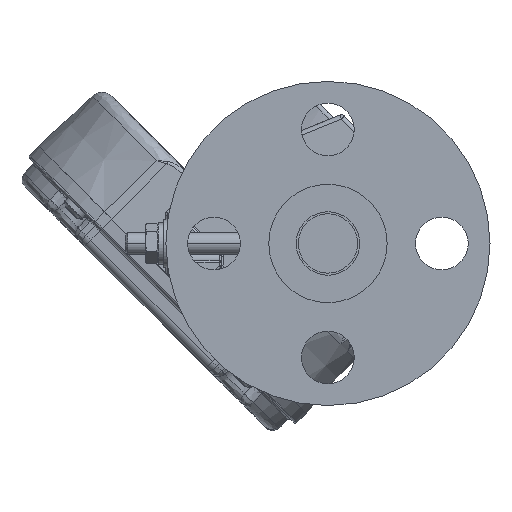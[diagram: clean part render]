
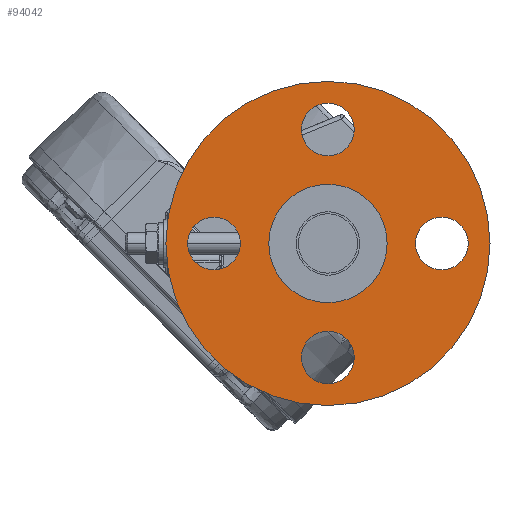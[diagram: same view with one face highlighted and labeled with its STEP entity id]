
A CAD part, front view. The second image highlights one B-rep face of the part: STEP entity #94042.
In plain terms, the highlighted planar face has unit normal (0, -1, 0).
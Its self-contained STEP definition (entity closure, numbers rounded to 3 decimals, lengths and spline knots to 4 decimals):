
#1495 = VERTEX_POINT ( 'NONE', #91028 ) ;
#1521 = CIRCLE ( 'NONE', #25712, 0.376 ) ;
#2350 = PLANE ( 'NONE',  #47615 ) ;
#3025 = ORIENTED_EDGE ( 'NONE', *, *, #39299, .F. ) ;
#3213 = EDGE_LOOP ( 'NONE', ( #52850, #75977 ) ) ;
#3365 = DIRECTION ( 'NONE',  ( 0., -1., 0. ) ) ;
#4638 = CARTESIAN_POINT ( 'NONE',  ( -0.5315, -4.6693, -0.313 ) ) ;
#5184 = AXIS2_PLACEMENT_3D ( 'NONE', #29099, #76997, #15791 ) ;
#5989 = EDGE_CURVE ( 'NONE', #67645, #47204, #95838, .T. ) ;
#7411 = CARTESIAN_POINT ( 'NONE',  ( -0.5315, -4.6693, 0.5315 ) ) ;
#7561 = DIRECTION ( 'NONE',  ( 0., -1., 0. ) ) ;
#8752 = DIRECTION ( 'NONE',  ( 0., -1., 0. ) ) ;
#9734 = CIRCLE ( 'NONE', #69526, 0.376 ) ;
#10252 = CIRCLE ( 'NONE', #19915, 0.376 ) ;
#10461 = FACE_BOUND ( 'NONE', #3213, .T. ) ;
#10966 = FACE_BOUND ( 'NONE', #59305, .T. ) ;
#11036 = CIRCLE ( 'NONE', #65973, 0.376 ) ;
#13586 = CARTESIAN_POINT ( 'NONE',  ( -0.5315, -4.6693, 2.1575 ) ) ;
#15673 = DIRECTION ( 'NONE',  ( 0., 0., -1. ) ) ;
#15791 = DIRECTION ( 'NONE',  ( 0., 0., -1. ) ) ;
#16595 = CARTESIAN_POINT ( 'NONE',  ( -0.5315, -4.6693, 0.5315 ) ) ;
#16910 = CARTESIAN_POINT ( 'NONE',  ( 1.0945, -4.6693, 0.9075 ) ) ;
#18395 = EDGE_CURVE ( 'NONE', #1495, #61402, #45068, .T. ) ;
#18529 = FACE_BOUND ( 'NONE', #82125, .T. ) ;
#19915 = AXIS2_PLACEMENT_3D ( 'NONE', #13586, #90474, #44385 ) ;
#20512 = CIRCLE ( 'NONE', #33440, 0.376 ) ;
#25202 = DIRECTION ( 'NONE',  ( 0., 0., -1. ) ) ;
#25712 = AXIS2_PLACEMENT_3D ( 'NONE', #69618, #31141, #62007 ) ;
#26235 = CARTESIAN_POINT ( 'NONE',  ( -0.5315, -4.6693, 2.1575 ) ) ;
#28958 = CIRCLE ( 'NONE', #71012, 0.8445 ) ;
#29099 = CARTESIAN_POINT ( 'NONE',  ( -0.5315, -4.6693, 0.5315 ) ) ;
#29721 = CARTESIAN_POINT ( 'NONE',  ( 1.0945, -4.6693, 0.5315 ) ) ;
#31141 = DIRECTION ( 'NONE',  ( 0., -1., 0. ) ) ;
#31552 = VERTEX_POINT ( 'NONE', #54497 ) ;
#32062 = VERTEX_POINT ( 'NONE', #91074 ) ;
#32704 = CIRCLE ( 'NONE', #5184, 2.313 ) ;
#33440 = AXIS2_PLACEMENT_3D ( 'NONE', #69309, #7561, #15673 ) ;
#33995 = CARTESIAN_POINT ( 'NONE',  ( -0.5315, -4.6693, 0.5315 ) ) ;
#34763 = CARTESIAN_POINT ( 'NONE',  ( -2.1575, -4.6693, 0.9075 ) ) ;
#35881 = VERTEX_POINT ( 'NONE', #16910 ) ;
#37391 = ORIENTED_EDGE ( 'NONE', *, *, #5989, .T. ) ;
#39299 = EDGE_CURVE ( 'NONE', #35881, #77112, #88649, .T. ) ;
#40891 = DIRECTION ( 'NONE',  ( 0., -1., 0. ) ) ;
#41265 = CARTESIAN_POINT ( 'NONE',  ( 0.313, -4.6693, 0.5315 ) ) ;
#42691 = EDGE_CURVE ( 'NONE', #54299, #32062, #11036, .T. ) ;
#44385 = DIRECTION ( 'NONE',  ( 0., 0., -1. ) ) ;
#45068 = CIRCLE ( 'NONE', #66054, 0.376 ) ;
#46414 = DIRECTION ( 'NONE',  ( 0., -1., 0. ) ) ;
#47114 = ORIENTED_EDGE ( 'NONE', *, *, #52112, .T. ) ;
#47204 = VERTEX_POINT ( 'NONE', #54196 ) ;
#47322 = EDGE_CURVE ( 'NONE', #32062, #54299, #10252, .T. ) ;
#47376 = AXIS2_PLACEMENT_3D ( 'NONE', #33995, #8752, #72457 ) ;
#47550 = CIRCLE ( 'NONE', #70197, 0.8445 ) ;
#47615 = AXIS2_PLACEMENT_3D ( 'NONE', #41265, #3365, #72165 ) ;
#47686 = DIRECTION ( 'NONE',  ( 0., -1., 0. ) ) ;
#49103 = EDGE_LOOP ( 'NONE', ( #37391, #47114 ) ) ;
#49359 = FACE_BOUND ( 'NONE', #49491, .T. ) ;
#49491 = EDGE_LOOP ( 'NONE', ( #98276, #3025 ) ) ;
#49828 = EDGE_CURVE ( 'NONE', #76942, #79848, #47550, .T. ) ;
#49871 = FACE_BOUND ( 'NONE', #99841, .T. ) ;
#51585 = CARTESIAN_POINT ( 'NONE',  ( -0.5315, -4.6693, 1.7815 ) ) ;
#52112 = EDGE_CURVE ( 'NONE', #47204, #67645, #32704, .T. ) ;
#52143 = CARTESIAN_POINT ( 'NONE',  ( -0.5315, -4.6693, -1.7815 ) ) ;
#52850 = ORIENTED_EDGE ( 'NONE', *, *, #87273, .F. ) ;
#53032 = EDGE_CURVE ( 'NONE', #77112, #35881, #20512, .T. ) ;
#54196 = CARTESIAN_POINT ( 'NONE',  ( -0.5315, -4.6693, 2.8445 ) ) ;
#54299 = VERTEX_POINT ( 'NONE', #51585 ) ;
#54497 = CARTESIAN_POINT ( 'NONE',  ( -2.1575, -4.6693, 0.1555 ) ) ;
#54855 = AXIS2_PLACEMENT_3D ( 'NONE', #71961, #47686, #64381 ) ;
#56490 = FACE_OUTER_BOUND ( 'NONE', #49103, .T. ) ;
#58525 = ORIENTED_EDGE ( 'NONE', *, *, #42691, .F. ) ;
#59305 = EDGE_LOOP ( 'NONE', ( #91305, #94552 ) ) ;
#61402 = VERTEX_POINT ( 'NONE', #81327 ) ;
#62007 = DIRECTION ( 'NONE',  ( 0., 0., -1. ) ) ;
#62952 = CIRCLE ( 'NONE', #54855, 0.376 ) ;
#64381 = DIRECTION ( 'NONE',  ( 0., 0., -1. ) ) ;
#65973 = AXIS2_PLACEMENT_3D ( 'NONE', #26235, #40891, #94060 ) ;
#66054 = AXIS2_PLACEMENT_3D ( 'NONE', #88943, #96003, #25202 ) ;
#67645 = VERTEX_POINT ( 'NONE', #52143 ) ;
#68157 = DIRECTION ( 'NONE',  ( 0., 0., -1. ) ) ;
#69309 = CARTESIAN_POINT ( 'NONE',  ( 1.0945, -4.6693, 0.5315 ) ) ;
#69526 = AXIS2_PLACEMENT_3D ( 'NONE', #71873, #96120, #88554 ) ;
#69618 = CARTESIAN_POINT ( 'NONE',  ( -0.5315, -4.6693, -1.0945 ) ) ;
#70197 = AXIS2_PLACEMENT_3D ( 'NONE', #16595, #46414, #76311 ) ;
#71012 = AXIS2_PLACEMENT_3D ( 'NONE', #7411, #75746, #68157 ) ;
#71507 = CARTESIAN_POINT ( 'NONE',  ( -0.5315, -4.6693, 1.376 ) ) ;
#71873 = CARTESIAN_POINT ( 'NONE',  ( -2.1575, -4.6693, 0.5315 ) ) ;
#71961 = CARTESIAN_POINT ( 'NONE',  ( -2.1575, -4.6693, 0.5315 ) ) ;
#72165 = DIRECTION ( 'NONE',  ( 0., 0., -1. ) ) ;
#72457 = DIRECTION ( 'NONE',  ( 0., 0., -1. ) ) ;
#75746 = DIRECTION ( 'NONE',  ( 0., -1., 0. ) ) ;
#75977 = ORIENTED_EDGE ( 'NONE', *, *, #49828, .F. ) ;
#76128 = EDGE_CURVE ( 'NONE', #31552, #77424, #62952, .T. ) ;
#76311 = DIRECTION ( 'NONE',  ( 0., 0., -1. ) ) ;
#76942 = VERTEX_POINT ( 'NONE', #71507 ) ;
#76997 = DIRECTION ( 'NONE',  ( 0., -1., 0. ) ) ;
#77112 = VERTEX_POINT ( 'NONE', #99201 ) ;
#77257 = EDGE_CURVE ( 'NONE', #77424, #31552, #9734, .T. ) ;
#77424 = VERTEX_POINT ( 'NONE', #34763 ) ;
#79848 = VERTEX_POINT ( 'NONE', #4638 ) ;
#80696 = ORIENTED_EDGE ( 'NONE', *, *, #47322, .F. ) ;
#81327 = CARTESIAN_POINT ( 'NONE',  ( -0.5315, -4.6693, -1.4705 ) ) ;
#81541 = ORIENTED_EDGE ( 'NONE', *, *, #18395, .F. ) ;
#82125 = EDGE_LOOP ( 'NONE', ( #58525, #80696 ) ) ;
#82862 = DIRECTION ( 'NONE',  ( 0., -1., 0. ) ) ;
#87273 = EDGE_CURVE ( 'NONE', #79848, #76942, #28958, .T. ) ;
#88554 = DIRECTION ( 'NONE',  ( 0., 0., -1. ) ) ;
#88649 = CIRCLE ( 'NONE', #91814, 0.376 ) ;
#88943 = CARTESIAN_POINT ( 'NONE',  ( -0.5315, -4.6693, -1.0945 ) ) ;
#90474 = DIRECTION ( 'NONE',  ( 0., -1., 0. ) ) ;
#90829 = EDGE_CURVE ( 'NONE', #61402, #1495, #1521, .T. ) ;
#91028 = CARTESIAN_POINT ( 'NONE',  ( -0.5315, -4.6693, -0.7185 ) ) ;
#91074 = CARTESIAN_POINT ( 'NONE',  ( -0.5315, -4.6693, 2.5335 ) ) ;
#91305 = ORIENTED_EDGE ( 'NONE', *, *, #76128, .F. ) ;
#91814 = AXIS2_PLACEMENT_3D ( 'NONE', #29721, #82862, #99025 ) ;
#93324 = ORIENTED_EDGE ( 'NONE', *, *, #90829, .F. ) ;
#94042 = ADVANCED_FACE ( 'NONE', ( #18529, #49359, #49871, #10966, #56490, #10461 ), #2350, .T. ) ;
#94060 = DIRECTION ( 'NONE',  ( 0., 0., -1. ) ) ;
#94552 = ORIENTED_EDGE ( 'NONE', *, *, #77257, .F. ) ;
#95838 = CIRCLE ( 'NONE', #47376, 2.313 ) ;
#96003 = DIRECTION ( 'NONE',  ( 0., -1., 0. ) ) ;
#96120 = DIRECTION ( 'NONE',  ( 0., -1., 0. ) ) ;
#98276 = ORIENTED_EDGE ( 'NONE', *, *, #53032, .F. ) ;
#99025 = DIRECTION ( 'NONE',  ( 0., 0., -1. ) ) ;
#99201 = CARTESIAN_POINT ( 'NONE',  ( 1.0945, -4.6693, 0.1555 ) ) ;
#99841 = EDGE_LOOP ( 'NONE', ( #93324, #81541 ) ) ;
